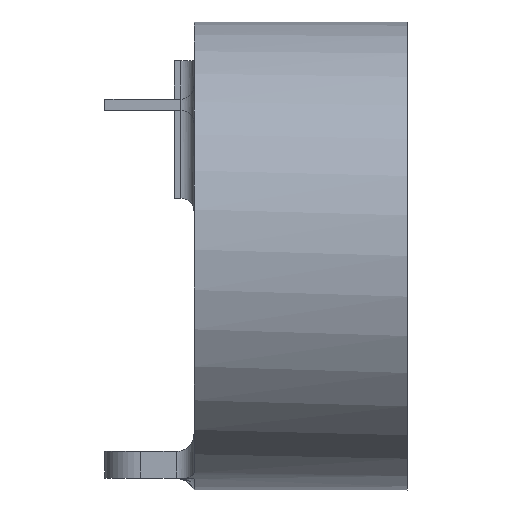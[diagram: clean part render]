
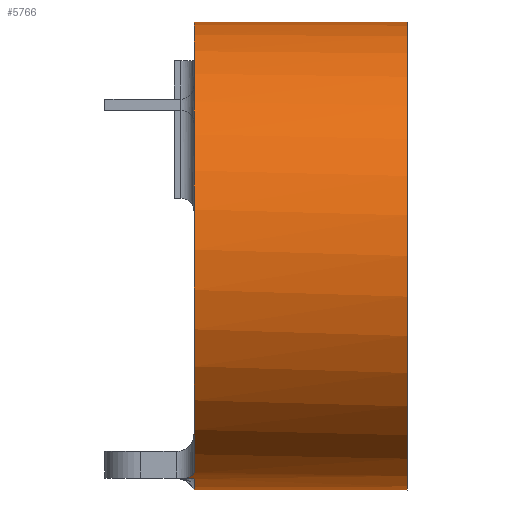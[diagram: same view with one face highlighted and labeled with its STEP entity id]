
A CAD part, left-side view. The second image highlights one B-rep face of the part: STEP entity #5766.
In plain terms, the highlighted cylindrical face has radius 66.675 mm (diameter 133.35 mm), a full revolution.
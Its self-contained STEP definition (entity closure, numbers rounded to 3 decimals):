
#172=B_SPLINE_CURVE_WITH_KNOTS('',3,(#7671,#7672,#7673,#7674,#7675,#7676,
#7677,#7678,#7679,#7680,#7681,#7682,#7683,#7684),.UNSPECIFIED.,.F.,.F.,
(4,2,2,2,2,2,4),(0.,0.022,0.112,0.178,
0.21,0.248,0.26),.UNSPECIFIED.);
#173=B_SPLINE_CURVE_WITH_KNOTS('',3,(#7687,#7688,#7689,#7690,#7691,#7692,
#7693,#7694,#7695,#7696,#7697,#7698,#7699,#7700),.UNSPECIFIED.,.F.,.F.,
(4,2,2,2,2,2,4),(-0.004,0.,0.011,0.021,
0.04,0.069,0.082),.UNSPECIFIED.);
#174=B_SPLINE_CURVE_WITH_KNOTS('',3,(#7703,#7704,#7705,#7706,#7707,#7708,
#7709,#7710),.UNSPECIFIED.,.F.,.F.,(4,2,2,4),(-1.307,-1.207,
-1.005,-0.803),.UNSPECIFIED.);
#175=B_SPLINE_CURVE_WITH_KNOTS('',3,(#7722,#7723,#7724,#7725,#7726,#7727,
#7728,#7729),.UNSPECIFIED.,.F.,.F.,(4,2,2,4),(0.803,1.008,
1.213,1.308),.UNSPECIFIED.);
#763=FACE_OUTER_BOUND('',#1083,.T.);
#1083=EDGE_LOOP('',(#5279,#5280,#5281,#5282,#5283,#5284,#5285,#5286,#5287,
#5288,#5289,#5290));
#1099=LINE('',#7579,#1436);
#1100=LINE('',#7593,#1437);
#1423=LINE('',#11113,#1760);
#1436=VECTOR('',#6294,10.);
#1437=VECTOR('',#6295,10.);
#1760=VECTOR('',#7534,66.675);
#1769=CIRCLE('',#5796,66.675);
#2039=CIRCLE('',#6247,66.675);
#2041=CIRCLE('',#6251,66.675);
#2042=CIRCLE('',#6252,66.675);
#2057=VERTEX_POINT('',#7576);
#2058=VERTEX_POINT('',#7578);
#2059=VERTEX_POINT('',#7580);
#2060=VERTEX_POINT('',#7592);
#2061=VERTEX_POINT('',#7670);
#2062=VERTEX_POINT('',#7685);
#2063=VERTEX_POINT('',#7702);
#2066=VERTEX_POINT('',#7720);
#2630=VERTEX_POINT('',#11103);
#2632=VERTEX_POINT('',#11110);
#2652=EDGE_CURVE('',#2057,#2058,#1099,.T.);
#2654=EDGE_CURVE('',#2060,#2059,#1100,.F.);
#2656=EDGE_CURVE('',#2061,#2058,#172,.F.);
#2657=EDGE_CURVE('',#2061,#2062,#1769,.T.);
#2658=EDGE_CURVE('',#2062,#2059,#173,.T.);
#2659=EDGE_CURVE('',#2063,#2060,#174,.F.);
#2666=EDGE_CURVE('',#2066,#2057,#175,.T.);
#3519=EDGE_CURVE('',#2630,#2630,#2039,.F.);
#3522=EDGE_CURVE('',#2063,#2632,#2041,.T.);
#3523=EDGE_CURVE('',#2632,#2066,#2042,.T.);
#3524=EDGE_CURVE('',#2632,#2630,#1423,.T.);
#5279=ORIENTED_EDGE('',*,*,#3522,.F.);
#5280=ORIENTED_EDGE('',*,*,#2659,.T.);
#5281=ORIENTED_EDGE('',*,*,#2654,.T.);
#5282=ORIENTED_EDGE('',*,*,#2658,.F.);
#5283=ORIENTED_EDGE('',*,*,#2657,.F.);
#5284=ORIENTED_EDGE('',*,*,#2656,.T.);
#5285=ORIENTED_EDGE('',*,*,#2652,.F.);
#5286=ORIENTED_EDGE('',*,*,#2666,.F.);
#5287=ORIENTED_EDGE('',*,*,#3523,.F.);
#5288=ORIENTED_EDGE('',*,*,#3524,.T.);
#5289=ORIENTED_EDGE('',*,*,#3519,.F.);
#5290=ORIENTED_EDGE('',*,*,#3524,.F.);
#5460=CYLINDRICAL_SURFACE('',#6250,66.675);
#5766=ADVANCED_FACE('',(#763),#5460,.T.);
#5796=AXIS2_PLACEMENT_3D('',#7686,#6298,#6299);
#6247=AXIS2_PLACEMENT_3D('',#11104,#7521,#7522);
#6250=AXIS2_PLACEMENT_3D('',#11109,#7528,#7529);
#6251=AXIS2_PLACEMENT_3D('',#11111,#7530,#7531);
#6252=AXIS2_PLACEMENT_3D('',#11112,#7532,#7533);
#6294=DIRECTION('',(0.,-1.,0.));
#6295=DIRECTION('',(0.,1.,0.));
#6298=DIRECTION('center_axis',(0.,1.,0.));
#6299=DIRECTION('ref_axis',(-1.,0.,0.));
#7521=DIRECTION('center_axis',(0.,1.,0.));
#7522=DIRECTION('ref_axis',(-1.,0.,0.));
#7528=DIRECTION('center_axis',(0.,1.,0.));
#7529=DIRECTION('ref_axis',(-1.,0.,0.));
#7530=DIRECTION('center_axis',(0.,1.,0.));
#7531=DIRECTION('ref_axis',(-1.,0.,0.));
#7532=DIRECTION('center_axis',(0.,1.,0.));
#7533=DIRECTION('ref_axis',(-1.,0.,0.));
#7534=DIRECTION('',(0.,-1.,0.));
#7576=CARTESIAN_POINT('',(20.914,75.67,-32.83));
#7578=CARTESIAN_POINT('',(20.914,74.938,-32.83));
#7579=CARTESIAN_POINT('',(20.914,67.05,-32.83));
#7580=CARTESIAN_POINT('',(-20.914,74.937,-32.83));
#7592=CARTESIAN_POINT('',(-20.914,75.67,-32.83));
#7593=CARTESIAN_POINT('',(-20.914,67.05,-32.83));
#7670=CARTESIAN_POINT('',(20.178,73.4,-33.069));
#7671=CARTESIAN_POINT('Ctrl Pts',(20.914,74.938,-32.83));
#7672=CARTESIAN_POINT('Ctrl Pts',(20.914,74.866,-32.83));
#7673=CARTESIAN_POINT('Ctrl Pts',(20.912,74.794,-32.831));
#7674=CARTESIAN_POINT('Ctrl Pts',(20.884,74.423,-32.84));
#7675=CARTESIAN_POINT('Ctrl Pts',(20.818,74.168,-32.862));
#7676=CARTESIAN_POINT('Ctrl Pts',(20.658,73.814,-32.914));
#7677=CARTESIAN_POINT('Ctrl Pts',(20.578,73.693,-32.94));
#7678=CARTESIAN_POINT('Ctrl Pts',(20.453,73.556,-32.98));
#7679=CARTESIAN_POINT('Ctrl Pts',(20.408,73.515,-32.995));
#7680=CARTESIAN_POINT('Ctrl Pts',(20.302,73.44,-33.029));
#7681=CARTESIAN_POINT('Ctrl Pts',(20.253,73.418,-33.045));
#7682=CARTESIAN_POINT('Ctrl Pts',(20.206,73.404,-33.06));
#7683=CARTESIAN_POINT('Ctrl Pts',(20.191,73.401,-33.064));
#7684=CARTESIAN_POINT('Ctrl Pts',(20.18,73.4,-33.068));
#7685=CARTESIAN_POINT('',(-20.177,73.4,-33.069));
#7686=CARTESIAN_POINT('Origin',(0.,73.4,30.48));
#7687=CARTESIAN_POINT('Ctrl Pts',(-20.179,73.4,-33.068));
#7688=CARTESIAN_POINT('Ctrl Pts',(-20.192,73.401,-33.064));
#7689=CARTESIAN_POINT('Ctrl Pts',(-20.208,73.405,-33.059));
#7690=CARTESIAN_POINT('Ctrl Pts',(-20.254,73.418,-33.044));
#7691=CARTESIAN_POINT('Ctrl Pts',(-20.299,73.438,-33.03));
#7692=CARTESIAN_POINT('Ctrl Pts',(-20.396,73.504,-32.999));
#7693=CARTESIAN_POINT('Ctrl Pts',(-20.437,73.541,-32.986));
#7694=CARTESIAN_POINT('Ctrl Pts',(-20.553,73.661,-32.948));
#7695=CARTESIAN_POINT('Ctrl Pts',(-20.628,73.766,-32.924));
#7696=CARTESIAN_POINT('Ctrl Pts',(-20.79,74.086,-32.871));
#7697=CARTESIAN_POINT('Ctrl Pts',(-20.861,74.322,-32.848));
#7698=CARTESIAN_POINT('Ctrl Pts',(-20.908,74.707,-32.832));
#7699=CARTESIAN_POINT('Ctrl Pts',(-20.914,74.822,-32.83));
#7700=CARTESIAN_POINT('Ctrl Pts',(-20.914,74.937,-32.83));
#7702=CARTESIAN_POINT('',(-25.146,73.4,-31.271));
#7703=CARTESIAN_POINT('Ctrl Pts',(-20.914,75.67,-32.83));
#7704=CARTESIAN_POINT('Ctrl Pts',(-21.106,75.382,-32.767));
#7705=CARTESIAN_POINT('Ctrl Pts',(-21.323,75.119,-32.694));
#7706=CARTESIAN_POINT('Ctrl Pts',(-22.016,74.425,-32.457));
#7707=CARTESIAN_POINT('Ctrl Pts',(-22.597,74.034,-32.253));
#7708=CARTESIAN_POINT('Ctrl Pts',(-23.85,73.522,-31.787));
#7709=CARTESIAN_POINT('Ctrl Pts',(-24.523,73.4,-31.525));
#7710=CARTESIAN_POINT('Ctrl Pts',(-25.146,73.4,-31.271));
#7720=CARTESIAN_POINT('',(25.146,73.4,-31.271));
#7722=CARTESIAN_POINT('Ctrl Pts',(25.146,73.4,-31.271));
#7723=CARTESIAN_POINT('Ctrl Pts',(24.513,73.4,-31.529));
#7724=CARTESIAN_POINT('Ctrl Pts',(23.831,73.525,-31.795));
#7725=CARTESIAN_POINT('Ctrl Pts',(22.562,74.053,-32.265));
#7726=CARTESIAN_POINT('Ctrl Pts',(21.976,74.455,-32.471));
#7727=CARTESIAN_POINT('Ctrl Pts',(21.297,75.15,-32.703));
#7728=CARTESIAN_POINT('Ctrl Pts',(21.094,75.399,-32.771));
#7729=CARTESIAN_POINT('Ctrl Pts',(20.914,75.67,-32.83));
#11103=CARTESIAN_POINT('',(66.675,12.7,30.48));
#11104=CARTESIAN_POINT('Origin',(0.,12.7,30.48));
#11109=CARTESIAN_POINT('Origin',(0.,67.05,30.48));
#11110=CARTESIAN_POINT('',(66.675,73.4,30.48));
#11111=CARTESIAN_POINT('Origin',(0.,73.4,30.48));
#11112=CARTESIAN_POINT('Origin',(0.,73.4,30.48));
#11113=CARTESIAN_POINT('',(66.675,67.05,30.48));
